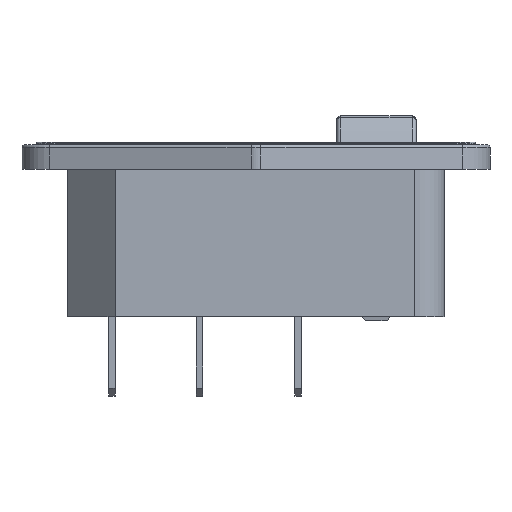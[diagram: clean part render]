
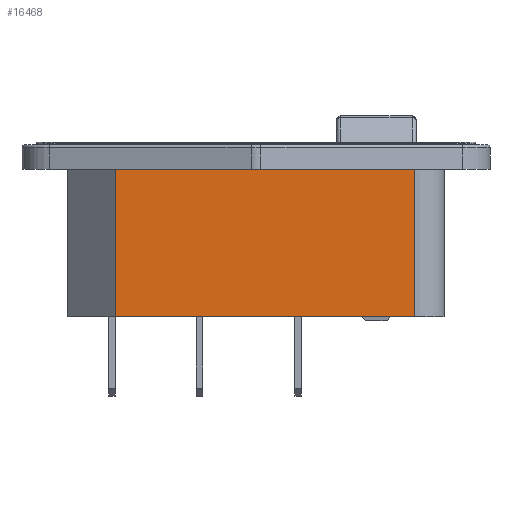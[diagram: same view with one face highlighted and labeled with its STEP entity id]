
A CAD part, front view. The second image highlights one B-rep face of the part: STEP entity #16468.
In plain terms, the highlighted planar face has unit normal (0, -1, 0).
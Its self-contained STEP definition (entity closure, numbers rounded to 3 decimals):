
#2103=FACE_OUTER_BOUND('',#3028,.T.);
#3028=EDGE_LOOP('',(#15058,#15059,#15060,#15061));
#4029=LINE('',#25686,#5694);
#4701=LINE('',#28803,#6366);
#4703=LINE('',#28807,#6368);
#4704=LINE('',#28808,#6369);
#5694=VECTOR('',#20183,10.);
#6366=VECTOR('',#21341,10.);
#6368=VECTOR('',#21345,10.);
#6369=VECTOR('',#21346,10.);
#7717=VERTEX_POINT('',#25683);
#7718=VERTEX_POINT('',#25685);
#8284=VERTEX_POINT('',#28802);
#8285=VERTEX_POINT('',#28806);
#9698=EDGE_CURVE('',#7717,#7718,#4029,.T.);
#10554=EDGE_CURVE('',#7718,#8284,#4701,.T.);
#10556=EDGE_CURVE('',#8285,#7717,#4703,.T.);
#10557=EDGE_CURVE('',#8284,#8285,#4704,.T.);
#15058=ORIENTED_EDGE('',*,*,#10554,.F.);
#15059=ORIENTED_EDGE('',*,*,#9698,.F.);
#15060=ORIENTED_EDGE('',*,*,#10556,.F.);
#15061=ORIENTED_EDGE('',*,*,#10557,.F.);
#15684=PLANE('',#17647);
#16468=ADVANCED_FACE('',(#2103),#15684,.T.);
#17647=AXIS2_PLACEMENT_3D('',#28805,#21343,#21344);
#20183=DIRECTION('',(-1.,0.,0.));
#21341=DIRECTION('',(0.,0.,1.));
#21343=DIRECTION('center_axis',(0.,-1.,0.));
#21344=DIRECTION('ref_axis',(-1.,0.,0.));
#21345=DIRECTION('',(0.,0.,-1.));
#21346=DIRECTION('',(1.,0.,0.));
#25683=CARTESIAN_POINT('',(47.5,0.9,-18.5));
#25685=CARTESIAN_POINT('',(9.9,0.9,-18.5));
#25686=CARTESIAN_POINT('',(51.3,0.9,-18.5));
#28802=CARTESIAN_POINT('',(9.9,0.9,0.));
#28803=CARTESIAN_POINT('',(9.9,0.9,0.));
#28805=CARTESIAN_POINT('Origin',(51.3,0.9,0.));
#28806=CARTESIAN_POINT('',(47.5,0.9,0.));
#28807=CARTESIAN_POINT('',(47.5,0.9,0.));
#28808=CARTESIAN_POINT('',(39.45,0.9,0.));
